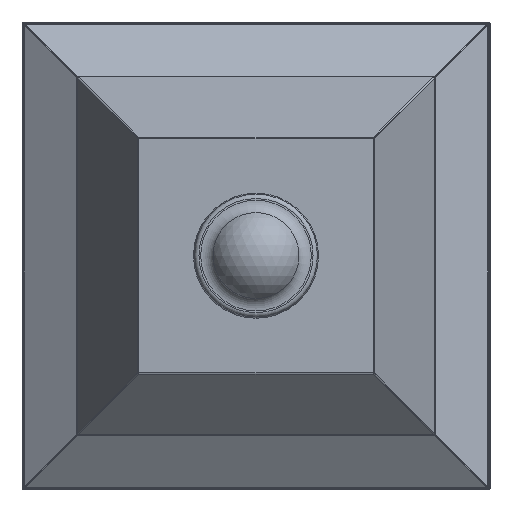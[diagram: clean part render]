
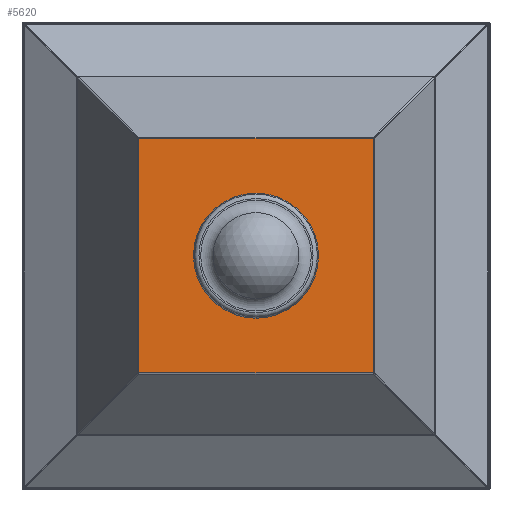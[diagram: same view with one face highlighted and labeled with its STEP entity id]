
A CAD part, top view. The second image highlights one B-rep face of the part: STEP entity #5620.
In plain terms, the highlighted planar face has unit normal (0, 0, 1).
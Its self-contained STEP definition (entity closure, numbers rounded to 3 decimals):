
#515 = VECTOR ( 'NONE', #3400, 1000. ) ;
#800 = ORIENTED_EDGE ( 'NONE', *, *, #4278, .F. ) ;
#2591 = DIRECTION ( 'NONE',  ( 0., 1., 0. ) ) ;
#2649 = ORIENTED_EDGE ( 'NONE', *, *, #8897, .F. ) ;
#2814 = CARTESIAN_POINT ( 'NONE',  ( 106.409, -106.409, 714.665 ) ) ;
#2873 = AXIS2_PLACEMENT_3D ( 'NONE', #11651, #3285, #9058 ) ;
#3285 = DIRECTION ( 'NONE',  ( 0., 0., -1. ) ) ;
#3400 = DIRECTION ( 'NONE',  ( -1., 0., 0. ) ) ;
#3450 = VERTEX_POINT ( 'NONE', #6011 ) ;
#3757 = CARTESIAN_POINT ( 'NONE',  ( 106.409, 106.409, 714.665 ) ) ;
#3928 = DIRECTION ( 'NONE',  ( 0., -1., 0. ) ) ;
#4220 = LINE ( 'NONE', #11544, #10146 ) ;
#4278 = EDGE_CURVE ( 'NONE', #5187, #3450, #10668, .T. ) ;
#4488 = DIRECTION ( 'NONE',  ( 1., 0., 0. ) ) ;
#5187 = VERTEX_POINT ( 'NONE', #2814 ) ;
#5284 = CARTESIAN_POINT ( 'NONE',  ( -106.409, 106.409, 714.665 ) ) ;
#5620 = ADVANCED_FACE ( 'NONE', ( #7008 ), #10680, .F. ) ;
#5830 = ORIENTED_EDGE ( 'NONE', *, *, #8692, .F. ) ;
#6011 = CARTESIAN_POINT ( 'NONE',  ( -106.409, -106.409, 714.665 ) ) ;
#7008 = FACE_OUTER_BOUND ( 'NONE', #11161, .T. ) ;
#7056 = CARTESIAN_POINT ( 'NONE',  ( 106.409, -106.409, 714.665 ) ) ;
#8275 = CARTESIAN_POINT ( 'NONE',  ( -106.409, 106.409, 714.665 ) ) ;
#8648 = VERTEX_POINT ( 'NONE', #10289 ) ;
#8692 = EDGE_CURVE ( 'NONE', #8648, #5187, #9321, .T. ) ;
#8897 = EDGE_CURVE ( 'NONE', #3450, #9048, #4220, .T. ) ;
#9047 = LINE ( 'NONE', #8275, #10435 ) ;
#9048 = VERTEX_POINT ( 'NONE', #5284 ) ;
#9058 = DIRECTION ( 'NONE',  ( 0., -1., 0. ) ) ;
#9321 = LINE ( 'NONE', #3757, #10530 ) ;
#9414 = EDGE_CURVE ( 'NONE', #9048, #8648, #9047, .T. ) ;
#10146 = VECTOR ( 'NONE', #2591, 1000. ) ;
#10289 = CARTESIAN_POINT ( 'NONE',  ( 106.409, 106.409, 714.665 ) ) ;
#10435 = VECTOR ( 'NONE', #4488, 1000. ) ;
#10509 = ORIENTED_EDGE ( 'NONE', *, *, #9414, .F. ) ;
#10530 = VECTOR ( 'NONE', #3928, 1000. ) ;
#10668 = LINE ( 'NONE', #7056, #515 ) ;
#10680 = PLANE ( 'NONE',  #2873 ) ;
#11161 = EDGE_LOOP ( 'NONE', ( #5830, #10509, #2649, #800 ) ) ;
#11544 = CARTESIAN_POINT ( 'NONE',  ( -106.409, -106.409, 714.665 ) ) ;
#11651 = CARTESIAN_POINT ( 'NONE',  ( -116.242, 300., 714.665 ) ) ;
